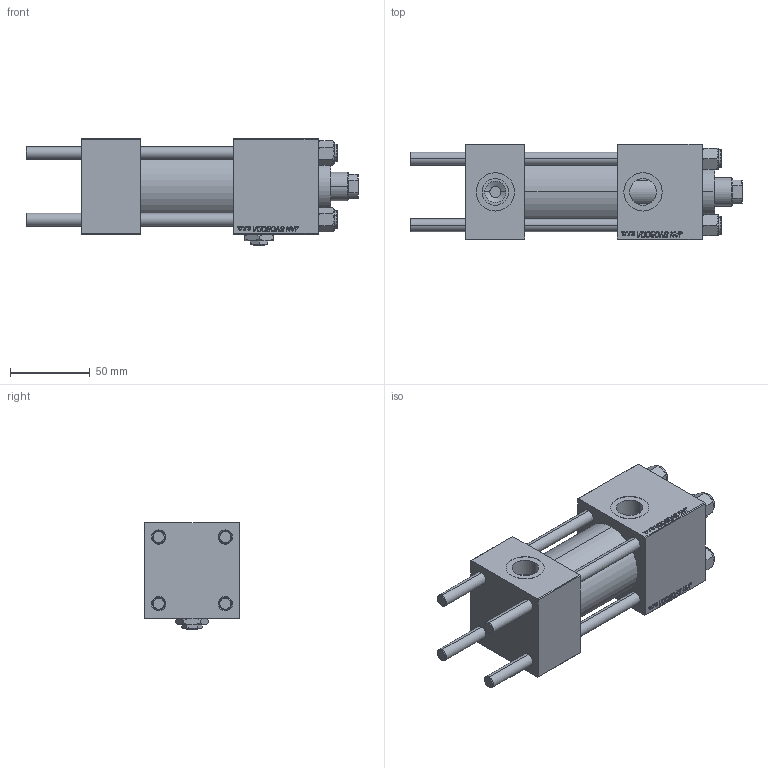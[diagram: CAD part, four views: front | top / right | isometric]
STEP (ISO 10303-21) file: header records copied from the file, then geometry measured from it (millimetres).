
FILE_DESCRIPTION (( 'STEP AP203' ), '1' );
FILE_NAME ('5000.STEP', '2024-02-08T10:03:06', ( '' ), ( '' ), 'SwSTEP 2.0', 'SolidWorks 2019', '' );
FILE_SCHEMA (( 'CONFIG_CONTROL_DESIGN' ));
Length unit declared in the file: millimetre
Products named in the file (7): V215_VC_A c99d6c1b99683e06499838ab464e1e97; NUT_M5 c99d6c1b99683e06499838ab464e1e97; V215CR_BODY_A c99d6c1b99683e06499838ab464e1e97; 5000; Zatka_pro_OIL_PORT c99d6c1b99683e06499838ab464e1e97; V215CR_VCP c99d6c1b99683e06499838ab464e1e97; CR025_012_A_0_G_A_G_M_020_+#_##_TYCINKA c99d6c1b99683e06499838ab464e1e97
Assembly tree (12 placements, depth 2):
  5000
    V215CR_BODY_A c99d6c1b99683e06499838ab464e1e97
    CR025_012_A_0_G_A_G_M_020_+#_##_TYCINKA c99d6c1b99683e06499838ab464e1e97  x4
    NUT_M5 c99d6c1b99683e06499838ab464e1e97  x4
    V215CR_VCP c99d6c1b99683e06499838ab464e1e97
    V215_VC_A c99d6c1b99683e06499838ab464e1e97
    Zatka_pro_OIL_PORT c99d6c1b99683e06499838ab464e1e97
Bounding box: 208 x 60 x 67 mm (x, y, z)
Volume: 412009 mm3; surface area: 115272.9 mm2
Topology: 12 solids, 12 shells, 1183 faces, 2968 edges, 1921 vertices
Faces by surface type: plane 545, bspline 392, cone 156, cylinder 82, torus 8
Entity records: 51603 total; most frequent: CARTESIAN_POINT 27590, ORIENTED_EDGE 5428, DIRECTION 3438, EDGE_CURVE 2714, VERTEX_POINT 1777, LINE 1624, VECTOR 1624, EDGE_LOOP 1195
